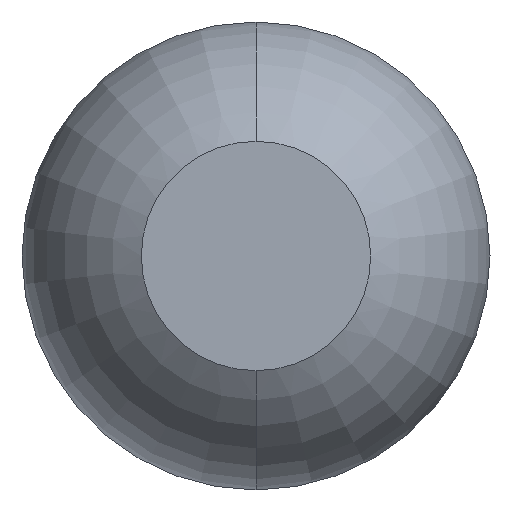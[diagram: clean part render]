
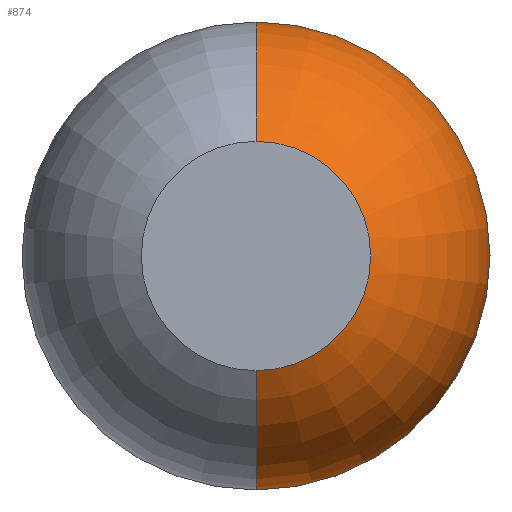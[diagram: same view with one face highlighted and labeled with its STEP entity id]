
A CAD part, front view. The second image highlights one B-rep face of the part: STEP entity #874.
In plain terms, the highlighted toroidal (fillet/blend) face has major radius 0.01 mm and minor radius 0.5 mm.
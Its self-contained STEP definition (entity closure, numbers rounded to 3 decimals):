
#206 = CIRCLE ( 'NONE', #2490, 0.25 ) ;
#314 = EDGE_CURVE ( 'Defeature ausgef�hrt1_6+Defeature ausgef�hrt1_5+Defeature ausgef�hrt1_5+Defeature ausgef�hrt1_5', #463, #396, #1984, .T. ) ;
#345 = CARTESIAN_POINT ( 'NONE',  ( 0., -26.961, 0.01 ) ) ;
#355 = CIRCLE ( 'NONE', #1841, 0.5 ) ;
#375 = CARTESIAN_POINT ( 'NONE',  ( 0., -27.4, 0. ) ) ;
#387 = DIRECTION ( 'NONE',  ( 0., 0., 1. ) ) ;
#396 = VERTEX_POINT ( 'NONE', #1929 ) ;
#463 = VERTEX_POINT ( 'NONE', #2518 ) ;
#591 = CARTESIAN_POINT ( 'NONE',  ( 0., -26.961, 0. ) ) ;
#606 = DIRECTION ( 'NONE',  ( 0., 0., 1. ) ) ;
#639 = TOROIDAL_SURFACE ( 'NONE', #1486, 0.01, 0.5 ) ;
#696 = AXIS2_PLACEMENT_3D ( 'NONE', #1243, #1271, #387 ) ;
#860 = EDGE_CURVE ( 'NONE', #2424, #396, #355, .T. ) ;
#872 = CARTESIAN_POINT ( 'NONE',  ( 0., -26.961, -0.01 ) ) ;
#874 = ADVANCED_FACE ( 'Defeature ausgef�hrt1_5', ( #2585 ), #639, .T. ) ;
#1177 = DIRECTION ( 'NONE',  ( 0., 1., 0. ) ) ;
#1243 = CARTESIAN_POINT ( 'NONE',  ( 0., -26.961, 0. ) ) ;
#1271 = DIRECTION ( 'NONE',  ( 0., 1., 0. ) ) ;
#1452 = EDGE_CURVE ( 'Defeature ausgef�hrt1_14+Defeature ausgef�hrt1_5+Defeature ausgef�hrt1_5+Defeature ausgef�hrt1_5', #2424, #1913, #206, .T. ) ;
#1486 = AXIS2_PLACEMENT_3D ( 'NONE', #591, #1177, #606 ) ;
#1525 = CIRCLE ( 'NONE', #2248, 0.5 ) ;
#1759 = DIRECTION ( 'NONE',  ( 0., 0., -1. ) ) ;
#1795 = CARTESIAN_POINT ( 'NONE',  ( 0., -27.4, -0.25 ) ) ;
#1822 = DIRECTION ( 'NONE',  ( -1., 0., 0. ) ) ;
#1841 = AXIS2_PLACEMENT_3D ( 'NONE', #872, #3544, #1759 ) ;
#1913 = VERTEX_POINT ( 'NONE', #3511 ) ;
#1929 = CARTESIAN_POINT ( 'NONE',  ( 0., -26.961, -0.51 ) ) ;
#1955 = ORIENTED_EDGE ( 'NONE', *, *, #1452, .F. ) ;
#1984 = CIRCLE ( 'NONE', #696, 0.51 ) ;
#2043 = ORIENTED_EDGE ( 'NONE', *, *, #860, .T. ) ;
#2248 = AXIS2_PLACEMENT_3D ( 'NONE', #345, #1822, #3290 ) ;
#2256 = ORIENTED_EDGE ( 'NONE', *, *, #3751, .F. ) ;
#2400 = EDGE_LOOP ( 'NONE', ( #1955, #2043, #3237, #2256 ) ) ;
#2424 = VERTEX_POINT ( 'NONE', #1795 ) ;
#2490 = AXIS2_PLACEMENT_3D ( 'NONE', #375, #2752, #3689 ) ;
#2518 = CARTESIAN_POINT ( 'NONE',  ( 0., -26.961, 0.51 ) ) ;
#2585 = FACE_OUTER_BOUND ( 'NONE', #2400, .T. ) ;
#2752 = DIRECTION ( 'NONE',  ( 0., -1., 0. ) ) ;
#3237 = ORIENTED_EDGE ( 'NONE', *, *, #314, .F. ) ;
#3290 = DIRECTION ( 'NONE',  ( 0., 0., 1. ) ) ;
#3511 = CARTESIAN_POINT ( 'NONE',  ( 0., -27.4, 0.25 ) ) ;
#3544 = DIRECTION ( 'NONE',  ( 1., 0., 0. ) ) ;
#3689 = DIRECTION ( 'NONE',  ( 0., 0., -1. ) ) ;
#3751 = EDGE_CURVE ( 'NONE', #1913, #463, #1525, .T. ) ;
